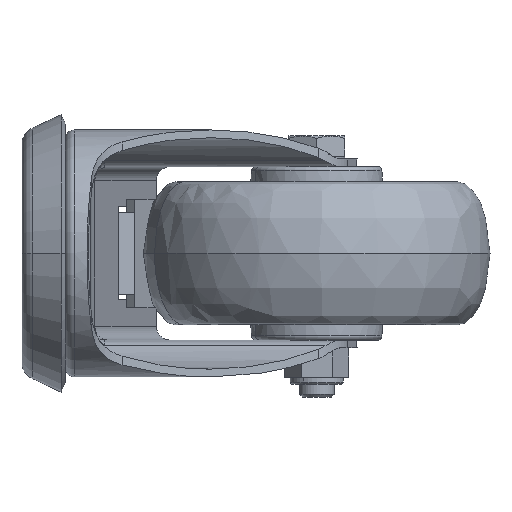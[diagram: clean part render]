
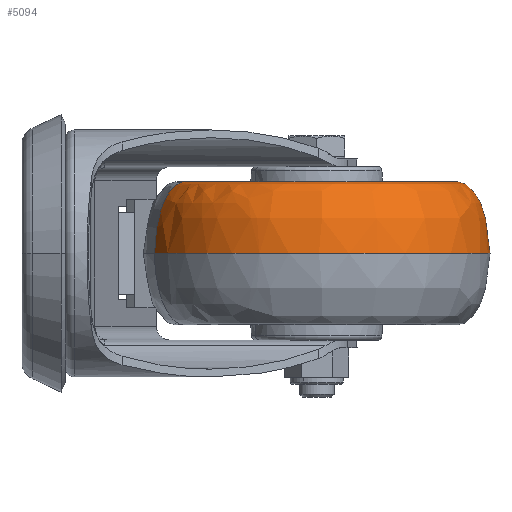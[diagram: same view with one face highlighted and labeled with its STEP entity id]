
A CAD part, left-side view. The second image highlights one B-rep face of the part: STEP entity #5094.
In plain terms, the highlighted free-form (B-spline) face has degree [3, 3] with [4, 4] control points.
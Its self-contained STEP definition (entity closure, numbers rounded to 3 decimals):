
#154 = CIRCLE ( 'NONE', #11537, 32.5 ) ;
#231 = CARTESIAN_POINT ( 'NONE',  ( 45.061, -102.504, 16.5 ) ) ;
#419 = CARTESIAN_POINT ( 'NONE',  ( -17.285, -121.406, 16.5 ) ) ;
#496 = CARTESIAN_POINT ( 'NONE',  ( -56.98, -58.911, 9.665 ) ) ;
#536 = CARTESIAN_POINT ( 'NONE',  ( 43.505, -98.395, 16.5 ) ) ;
#882 = ORIENTED_EDGE ( 'NONE', *, *, #3289, .F. ) ;
#1617 = CARTESIAN_POINT ( 'NONE',  ( -23.948, -128.626, 16.5 ) ) ;
#2758 = DIRECTION ( 'NONE',  ( 0.354, -0.935, 0. ) ) ;
#2915 = DIRECTION ( 'NONE',  ( 0., 0., 1. ) ) ;
#2990 = CARTESIAN_POINT ( 'NONE',  ( 18.939, -33.496, 16.5 ) ) ;
#3289 = EDGE_CURVE ( 'NONE', #13689, #10304, #154, .T. ) ;
#4005 = CARTESIAN_POINT ( 'NONE',  ( 17.84, -30.59, 9.665 ) ) ;
#4110 =( BOUNDED_CURVE ( )  B_SPLINE_CURVE ( 3, ( #16129, #4005, #11795, #11978 ),
 .UNSPECIFIED., .F., .F. ) 
 B_SPLINE_CURVE_WITH_KNOTS ( ( 4, 4 ),
 ( 4.712, 6.283 ),
 .UNSPECIFIED. ) 
 CURVE ( )  GEOMETRIC_REPRESENTATION_ITEM ( )  RATIONAL_B_SPLINE_CURVE ( ( 1., 0.805, 0.805, 1. ) ) 
 REPRESENTATION_ITEM ( '' )  );
#5094 = ADVANCED_FACE ( 'NONE', ( #13805 ), #12583, .F. ) ;
#5646 = CARTESIAN_POINT ( 'NONE',  ( 32., -68., 0. ) ) ;
#6105 = CARTESIAN_POINT ( 'NONE',  ( 20.495, -37.605, 16.5 ) ) ;
#6649 = CARTESIAN_POINT ( 'NONE',  ( 43.505, -98.395, 16.5 ) ) ;
#6935 = DIRECTION ( 'NONE',  ( 0., 0., 1. ) ) ;
#7399 = CARTESIAN_POINT ( 'NONE',  ( 46.16, -105.41, 0. ) ) ;
#7616 = CARTESIAN_POINT ( 'NONE',  ( 46.16, -105.41, 0. ) ) ;
#7732 = VERTEX_POINT ( 'NONE', #15482 ) ;
#7774 = AXIS2_PLACEMENT_3D ( 'NONE', #5646, #6935, #2758 ) ;
#8100 =( BOUNDED_CURVE ( )  B_SPLINE_CURVE ( 3, ( #536, #8712, #16829, #7616 ),
 .UNSPECIFIED., .F., .F. ) 
 B_SPLINE_CURVE_WITH_KNOTS ( ( 4, 4 ),
 ( 0., 1.571 ),
 .UNSPECIFIED. ) 
 CURVE ( )  GEOMETRIC_REPRESENTATION_ITEM ( )  RATIONAL_B_SPLINE_CURVE ( ( 1., 0.805, 0.805, 1. ) ) 
 REPRESENTATION_ITEM ( '' )  );
#8106 = ORIENTED_EDGE ( 'NONE', *, *, #15710, .F. ) ;
#8596 = CARTESIAN_POINT ( 'NONE',  ( 17.84, -30.59, 0. ) ) ;
#8712 = CARTESIAN_POINT ( 'NONE',  ( 45.061, -102.504, 16.5 ) ) ;
#8854 = CARTESIAN_POINT ( 'NONE',  ( 17.84, -30.59, 9.665 ) ) ;
#9399 = ORIENTED_EDGE ( 'NONE', *, *, #10565, .F. ) ;
#9868 = CARTESIAN_POINT ( 'NONE',  ( 32., -68., 16.5 ) ) ;
#9945 = CARTESIAN_POINT ( 'NONE',  ( -50.069, -59.617, 16.5 ) ) ;
#10030 = CARTESIAN_POINT ( 'NONE',  ( 46.16, -105.41, 9.665 ) ) ;
#10293 = CARTESIAN_POINT ( 'NONE',  ( -28.659, -133.731, 0. ) ) ;
#10304 = VERTEX_POINT ( 'NONE', #6649 ) ;
#10565 = EDGE_CURVE ( 'NONE', #10304, #7732, #8100, .T. ) ;
#11537 = AXIS2_PLACEMENT_3D ( 'NONE', #9868, #2915, #12585 ) ;
#11795 = CARTESIAN_POINT ( 'NONE',  ( 18.939, -33.496, 16.5 ) ) ;
#11902 = CARTESIAN_POINT ( 'NONE',  ( 20.495, -37.605, 16.5 ) ) ;
#11978 = CARTESIAN_POINT ( 'NONE',  ( 20.495, -37.605, 16.5 ) ) ;
#12583 =( BOUNDED_SURFACE ( )  B_SPLINE_SURFACE ( 3, 3, ( 
 ( #16976, #419, #12821, #6105 ),
 ( #231, #1617, #9945, #2990 ),
 ( #10030, #15516, #496, #8854 ),
 ( #7399, #10293, #16895, #8596 ) ),
 .UNSPECIFIED., .F., .F., .T. ) 
 B_SPLINE_SURFACE_WITH_KNOTS ( ( 4, 4 ),
 ( 4, 4 ),
 ( 0., 1. ),
 ( 0., 1. ),
 .UNSPECIFIED. ) 
 GEOMETRIC_REPRESENTATION_ITEM ( )  RATIONAL_B_SPLINE_SURFACE ( (
 ( 1., 0.333, 0.333, 1.),
 ( 0.805, 0.268, 0.268, 0.805),
 ( 0.805, 0.268, 0.268, 0.805),
 ( 1., 0.333, 0.333, 1.) ) ) 
 REPRESENTATION_ITEM ( '' )  SURFACE ( )  );
#12585 = DIRECTION ( 'NONE',  ( -0.354, 0.935, 0. ) ) ;
#12710 = VERTEX_POINT ( 'NONE', #17348 ) ;
#12821 = CARTESIAN_POINT ( 'NONE',  ( -40.296, -60.615, 16.5 ) ) ;
#12963 = ORIENTED_EDGE ( 'NONE', *, *, #17469, .T. ) ;
#13689 = VERTEX_POINT ( 'NONE', #11902 ) ;
#13805 = FACE_OUTER_BOUND ( 'NONE', #14797, .T. ) ;
#14797 = EDGE_LOOP ( 'NONE', ( #8106, #12963, #9399, #882 ) ) ;
#15482 = CARTESIAN_POINT ( 'NONE',  ( 46.16, -105.41, 0. ) ) ;
#15516 = CARTESIAN_POINT ( 'NONE',  ( -28.659, -133.731, 9.665 ) ) ;
#15710 = EDGE_CURVE ( 'NONE', #12710, #13689, #4110, .T. ) ;
#15827 = CIRCLE ( 'NONE', #7774, 40. ) ;
#16129 = CARTESIAN_POINT ( 'NONE',  ( 17.84, -30.59, 0. ) ) ;
#16829 = CARTESIAN_POINT ( 'NONE',  ( 46.16, -105.41, 9.665 ) ) ;
#16895 = CARTESIAN_POINT ( 'NONE',  ( -56.98, -58.911, 0. ) ) ;
#16976 = CARTESIAN_POINT ( 'NONE',  ( 43.505, -98.395, 16.5 ) ) ;
#17348 = CARTESIAN_POINT ( 'NONE',  ( 17.84, -30.59, 0. ) ) ;
#17469 = EDGE_CURVE ( 'NONE', #12710, #7732, #15827, .T. ) ;
